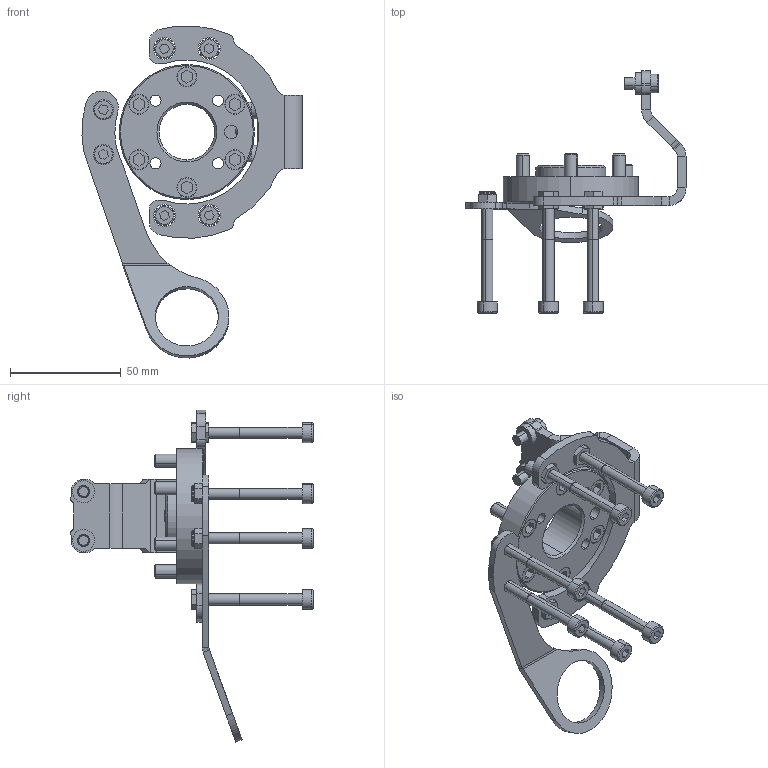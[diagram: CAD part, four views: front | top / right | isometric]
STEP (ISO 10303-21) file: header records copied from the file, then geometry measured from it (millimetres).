
FILE_DESCRIPTION (( 'STEP AP214' ), '1' );
FILE_NAME ('P4309.STEP', '2021-10-18T11:36:01', ( '' ), ( '' ), 'SwSTEP 2.0', 'SolidWorks 2019', '' );
FILE_SCHEMA (( 'AUTOMOTIVE_DESIGN' ));
Length unit declared in the file: millimetre
Products named in the file (1): P4309
Bounding box: 99.36 x 109.32 x 149.88 mm (x, y, z)
Volume: 62478 mm3; surface area: 41265.1 mm2
Topology: 30 solids, 30 shells, 624 faces, 1407 edges, 884 vertices
Faces by surface type: plane 297, cylinder 203, cone 86, torus 36, bspline 2
Entity records: 24698 total; most frequent: DIRECTION 3217, CARTESIAN_POINT 2962, ORIENTED_EDGE 2814, EDGE_CURVE 1407, AXIS2_PLACEMENT_3D 1199, VERTEX_POINT 884, LINE 819, VECTOR 819
